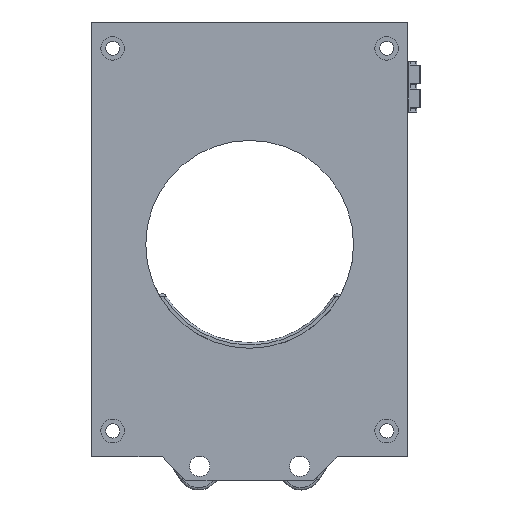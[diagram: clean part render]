
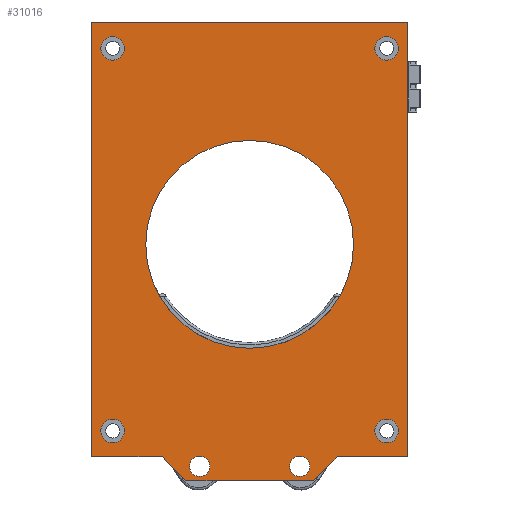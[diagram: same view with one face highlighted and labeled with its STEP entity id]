
A CAD part, front view. The second image highlights one B-rep face of the part: STEP entity #31016.
In plain terms, the highlighted planar face has unit normal (0, -1, 0).
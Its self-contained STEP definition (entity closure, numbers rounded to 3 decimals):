
#6326=DIRECTION('',(-1.,0.,0.));
#6327=VECTOR('',#6326,15.);
#6328=CARTESIAN_POINT('',(33.5,-1.5,-19.));
#6329=LINE('',#6328,#6327);
#6330=DIRECTION('',(0.707,0.,0.707));
#6331=VECTOR('',#6330,7.071);
#6332=CARTESIAN_POINT('',(13.5,-1.5,-24.));
#6333=LINE('',#6332,#6331);
#6334=DIRECTION('',(1.,0.,0.));
#6335=VECTOR('',#6334,27.);
#6336=CARTESIAN_POINT('',(-13.5,-1.5,-24.));
#6337=LINE('',#6336,#6335);
#6338=DIRECTION('',(0.707,0.,-0.707));
#6339=VECTOR('',#6338,7.071);
#6340=CARTESIAN_POINT('',(-18.5,-1.5,-19.));
#6341=LINE('',#6340,#6339);
#6342=DIRECTION('',(-1.,0.,0.));
#6343=VECTOR('',#6342,15.);
#6344=CARTESIAN_POINT('',(-18.5,-1.5,-19.));
#6345=LINE('',#6344,#6343);
#6346=DIRECTION('',(0.,0.,1.));
#6347=VECTOR('',#6346,92.);
#6348=CARTESIAN_POINT('',(-33.5,-1.5,-19.));
#6349=LINE('',#6348,#6347);
#6350=DIRECTION('',(1.,0.,0.));
#6351=VECTOR('',#6350,67.);
#6352=CARTESIAN_POINT('',(-33.5,-1.5,73.));
#6353=LINE('',#6352,#6351);
#6354=DIRECTION('',(0.,0.,-1.));
#6355=VECTOR('',#6354,92.);
#6356=CARTESIAN_POINT('',(33.5,-1.5,73.));
#6357=LINE('',#6356,#6355);
#6358=CARTESIAN_POINT('',(0.,-1.5,26.));
#6359=DIRECTION('',(0.,-1.,0.));
#6360=DIRECTION('',(-1.,0.,0.));
#6361=AXIS2_PLACEMENT_3D('',#6358,#6359,#6360);
#6363=CARTESIAN_POINT('',(0.,-1.5,26.));
#6364=DIRECTION('',(0.,-1.,0.));
#6365=DIRECTION('',(1.,0.,0.));
#6366=AXIS2_PLACEMENT_3D('',#6363,#6364,#6365);
#6368=CARTESIAN_POINT('',(-29.,-1.5,-13.5));
#6369=DIRECTION('',(0.,-1.,0.));
#6370=DIRECTION('',(-1.,0.,0.));
#6371=AXIS2_PLACEMENT_3D('',#6368,#6369,#6370);
#6373=CARTESIAN_POINT('',(-29.,-1.5,-13.5));
#6374=DIRECTION('',(0.,-1.,0.));
#6375=DIRECTION('',(1.,0.,0.));
#6376=AXIS2_PLACEMENT_3D('',#6373,#6374,#6375);
#6378=CARTESIAN_POINT('',(-29.,-1.5,67.5));
#6379=DIRECTION('',(0.,-1.,0.));
#6380=DIRECTION('',(-1.,0.,0.));
#6381=AXIS2_PLACEMENT_3D('',#6378,#6379,#6380);
#6383=CARTESIAN_POINT('',(-29.,-1.5,67.5));
#6384=DIRECTION('',(0.,-1.,0.));
#6385=DIRECTION('',(1.,0.,0.));
#6386=AXIS2_PLACEMENT_3D('',#6383,#6384,#6385);
#6388=CARTESIAN_POINT('',(29.,-1.5,-13.5));
#6389=DIRECTION('',(0.,-1.,0.));
#6390=DIRECTION('',(-1.,0.,0.));
#6391=AXIS2_PLACEMENT_3D('',#6388,#6389,#6390);
#6393=CARTESIAN_POINT('',(29.,-1.5,-13.5));
#6394=DIRECTION('',(0.,-1.,0.));
#6395=DIRECTION('',(1.,0.,0.));
#6396=AXIS2_PLACEMENT_3D('',#6393,#6394,#6395);
#6398=CARTESIAN_POINT('',(29.,-1.5,67.5));
#6399=DIRECTION('',(0.,-1.,0.));
#6400=DIRECTION('',(-1.,0.,0.));
#6401=AXIS2_PLACEMENT_3D('',#6398,#6399,#6400);
#6403=CARTESIAN_POINT('',(29.,-1.5,67.5));
#6404=DIRECTION('',(0.,-1.,0.));
#6405=DIRECTION('',(1.,0.,0.));
#6406=AXIS2_PLACEMENT_3D('',#6403,#6404,#6405);
#6408=CARTESIAN_POINT('',(10.6,-1.5,-21.));
#6409=DIRECTION('',(0.,1.,0.));
#6410=DIRECTION('',(-1.,0.,0.));
#6411=AXIS2_PLACEMENT_3D('',#6408,#6409,#6410);
#6413=CARTESIAN_POINT('',(10.6,-1.5,-21.));
#6414=DIRECTION('',(0.,1.,0.));
#6415=DIRECTION('',(1.,0.,0.));
#6416=AXIS2_PLACEMENT_3D('',#6413,#6414,#6415);
#6418=CARTESIAN_POINT('',(-10.6,-1.5,-21.));
#6419=DIRECTION('',(0.,1.,0.));
#6420=DIRECTION('',(-1.,0.,0.));
#6421=AXIS2_PLACEMENT_3D('',#6418,#6419,#6420);
#6423=CARTESIAN_POINT('',(-10.6,-1.5,-21.));
#6424=DIRECTION('',(0.,1.,0.));
#6425=DIRECTION('',(1.,0.,0.));
#6426=AXIS2_PLACEMENT_3D('',#6423,#6424,#6425);
#15611=CARTESIAN_POINT('',(-33.5,-1.5,-19.));
#15613=VERTEX_POINT('',#15611);
#15615=CARTESIAN_POINT('',(33.5,-1.5,-19.));
#15617=VERTEX_POINT('',#15615);
#15811=CARTESIAN_POINT('',(22.,-1.5,26.));
#15812=VERTEX_POINT('',#15811);
#15813=CARTESIAN_POINT('',(-22.,-1.5,26.));
#15814=VERTEX_POINT('',#15813);
#15815=CARTESIAN_POINT('',(33.5,-1.5,73.));
#15816=VERTEX_POINT('',#15815);
#15817=CARTESIAN_POINT('',(-33.5,-1.5,73.));
#15818=VERTEX_POINT('',#15817);
#15819=CARTESIAN_POINT('',(-31.5,-1.5,-13.5));
#15820=CARTESIAN_POINT('',(-26.5,-1.5,-13.5));
#15821=VERTEX_POINT('',#15819);
#15822=VERTEX_POINT('',#15820);
#15823=CARTESIAN_POINT('',(-31.5,-1.5,67.5));
#15824=CARTESIAN_POINT('',(-26.5,-1.5,67.5));
#15825=VERTEX_POINT('',#15823);
#15826=VERTEX_POINT('',#15824);
#15827=CARTESIAN_POINT('',(26.5,-1.5,-13.5));
#15828=CARTESIAN_POINT('',(31.5,-1.5,-13.5));
#15829=VERTEX_POINT('',#15827);
#15830=VERTEX_POINT('',#15828);
#15831=CARTESIAN_POINT('',(26.5,-1.5,67.5));
#15832=CARTESIAN_POINT('',(31.5,-1.5,67.5));
#15833=VERTEX_POINT('',#15831);
#15834=VERTEX_POINT('',#15832);
#15883=CARTESIAN_POINT('',(-13.5,-1.5,-24.));
#15884=CARTESIAN_POINT('',(13.5,-1.5,-24.));
#15885=VERTEX_POINT('',#15883);
#15886=VERTEX_POINT('',#15884);
#15900=CARTESIAN_POINT('',(-18.5,-1.5,-19.));
#15902=VERTEX_POINT('',#15900);
#15904=CARTESIAN_POINT('',(18.5,-1.5,-19.));
#15906=VERTEX_POINT('',#15904);
#15943=CARTESIAN_POINT('',(8.45,-1.5,-21.));
#15944=CARTESIAN_POINT('',(12.75,-1.5,-21.));
#15945=VERTEX_POINT('',#15943);
#15946=VERTEX_POINT('',#15944);
#15947=CARTESIAN_POINT('',(-12.75,-1.5,-21.));
#15948=CARTESIAN_POINT('',(-8.45,-1.5,-21.));
#15949=VERTEX_POINT('',#15947);
#15950=VERTEX_POINT('',#15948);
#30959=CARTESIAN_POINT('',(0.,-1.5,0.));
#30960=DIRECTION('',(0.,-1.,0.));
#30961=DIRECTION('',(-1.,0.,0.));
#30962=AXIS2_PLACEMENT_3D('',#30959,#30960,#30961);
#30963=PLANE('',#30962);
#30964=ORIENTED_EDGE('',*,*,#30877,.T.);
#30965=ORIENTED_EDGE('',*,*,#30900,.F.);
#30966=ORIENTED_EDGE('',*,*,#30943,.F.);
#30967=ORIENTED_EDGE('',*,*,#30772,.F.);
#30968=ORIENTED_EDGE('',*,*,#30795,.T.);
#30969=ORIENTED_EDGE('',*,*,#30815,.T.);
#30970=ORIENTED_EDGE('',*,*,#30836,.T.);
#30971=ORIENTED_EDGE('',*,*,#30857,.T.);
#30972=EDGE_LOOP('',(#30964,#30965,#30966,#30967,#30968,#30969,#30970,#30971));
#30973=FACE_OUTER_BOUND('',#30972,.F.);
#30975=ORIENTED_EDGE('',*,*,#30974,.T.);
#30977=ORIENTED_EDGE('',*,*,#30976,.T.);
#30978=EDGE_LOOP('',(#30975,#30977));
#30979=FACE_BOUND('',#30978,.F.);
#30981=ORIENTED_EDGE('',*,*,#30980,.T.);
#30983=ORIENTED_EDGE('',*,*,#30982,.T.);
#30984=EDGE_LOOP('',(#30981,#30983));
#30985=FACE_BOUND('',#30984,.F.);
#30987=ORIENTED_EDGE('',*,*,#30986,.T.);
#30989=ORIENTED_EDGE('',*,*,#30988,.T.);
#30990=EDGE_LOOP('',(#30987,#30989));
#30991=FACE_BOUND('',#30990,.F.);
#30993=ORIENTED_EDGE('',*,*,#30992,.T.);
#30995=ORIENTED_EDGE('',*,*,#30994,.T.);
#30996=EDGE_LOOP('',(#30993,#30995));
#30997=FACE_BOUND('',#30996,.F.);
#30999=ORIENTED_EDGE('',*,*,#30998,.T.);
#31001=ORIENTED_EDGE('',*,*,#31000,.T.);
#31002=EDGE_LOOP('',(#30999,#31001));
#31003=FACE_BOUND('',#31002,.F.);
#31005=ORIENTED_EDGE('',*,*,#31004,.F.);
#31007=ORIENTED_EDGE('',*,*,#31006,.F.);
#31008=EDGE_LOOP('',(#31005,#31007));
#31009=FACE_BOUND('',#31008,.F.);
#31011=ORIENTED_EDGE('',*,*,#31010,.F.);
#31013=ORIENTED_EDGE('',*,*,#31012,.F.);
#31014=EDGE_LOOP('',(#31011,#31013));
#31015=FACE_BOUND('',#31014,.F.);
#31016=ADVANCED_FACE('',(#30973,#30979,#30985,#30991,#30997,#31003,#31009,
#31015),#30963,.T.);
#6362=CIRCLE('',#6361,22.);
#6367=CIRCLE('',#6366,22.);
#6372=CIRCLE('',#6371,2.5);
#6377=CIRCLE('',#6376,2.5);
#6382=CIRCLE('',#6381,2.5);
#6387=CIRCLE('',#6386,2.5);
#6392=CIRCLE('',#6391,2.5);
#6397=CIRCLE('',#6396,2.5);
#6402=CIRCLE('',#6401,2.5);
#6407=CIRCLE('',#6406,2.5);
#6412=CIRCLE('',#6411,2.15);
#6417=CIRCLE('',#6416,2.15);
#6422=CIRCLE('',#6421,2.15);
#6427=CIRCLE('',#6426,2.15);
#30772=EDGE_CURVE('',#15902,#15885,#6341,.T.);
#30795=EDGE_CURVE('',#15902,#15613,#6345,.T.);
#30815=EDGE_CURVE('',#15613,#15818,#6349,.T.);
#30836=EDGE_CURVE('',#15818,#15816,#6353,.T.);
#30857=EDGE_CURVE('',#15816,#15617,#6357,.T.);
#30877=EDGE_CURVE('',#15617,#15906,#6329,.T.);
#30900=EDGE_CURVE('',#15886,#15906,#6333,.T.);
#30943=EDGE_CURVE('',#15885,#15886,#6337,.T.);
#30974=EDGE_CURVE('',#15814,#15812,#6362,.T.);
#30976=EDGE_CURVE('',#15812,#15814,#6367,.T.);
#30980=EDGE_CURVE('',#15821,#15822,#6372,.T.);
#30982=EDGE_CURVE('',#15822,#15821,#6377,.T.);
#30986=EDGE_CURVE('',#15825,#15826,#6382,.T.);
#30988=EDGE_CURVE('',#15826,#15825,#6387,.T.);
#30992=EDGE_CURVE('',#15829,#15830,#6392,.T.);
#30994=EDGE_CURVE('',#15830,#15829,#6397,.T.);
#30998=EDGE_CURVE('',#15833,#15834,#6402,.T.);
#31000=EDGE_CURVE('',#15834,#15833,#6407,.T.);
#31004=EDGE_CURVE('',#15945,#15946,#6412,.T.);
#31006=EDGE_CURVE('',#15946,#15945,#6417,.T.);
#31010=EDGE_CURVE('',#15949,#15950,#6422,.T.);
#31012=EDGE_CURVE('',#15950,#15949,#6427,.T.);
